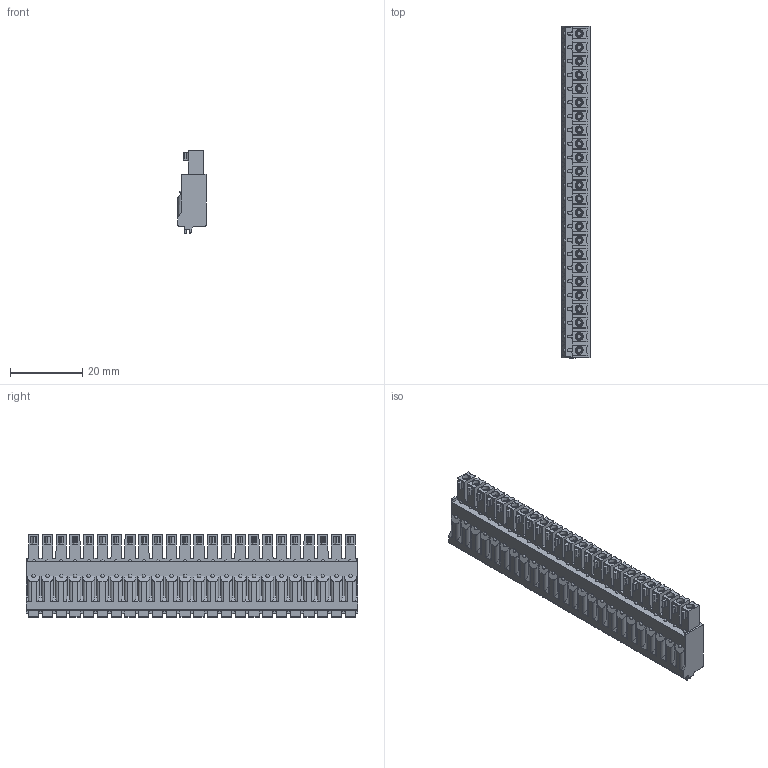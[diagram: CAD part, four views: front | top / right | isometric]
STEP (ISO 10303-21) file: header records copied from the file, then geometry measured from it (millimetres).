
FILE_DESCRIPTION((''),'2;1');
FILE_NAME('TLPS-107-04P-X','2024-09-20T',('sheji'),(''),'PRO/ENGINEER BY PARAMETRIC TECHNOLOGY CORPORATION, 2015240','PRO/ENGINEER BY PARAMETRIC TECHNOLOGY CORPORATION, 2015240','');
FILE_SCHEMA(('CONFIG_CONTROL_DESIGN'));
Length unit declared in the file: millimetre
Products named in the file (1): TLPS-107-04P-X
Bounding box: 7.75 x 91.83 x 22.9 mm (x, y, z)
Volume: 10903.8 mm3; surface area: 8165.8 mm2
Topology: 1 solids, 1 shells, 1536 faces, 4257 edges, 2794 vertices
Faces by surface type: plane 760, cylinder 536, cone 144, torus 48, sphere 48
Entity records: 50101 total; most frequent: CARTESIAN_POINT 9837, DIRECTION 8653, ORIENTED_EDGE 8418, EDGE_CURVE 4209, AXIS2_PLACEMENT_3D 3100, VERTEX_POINT 2794, VECTOR 2453, LINE 2453
